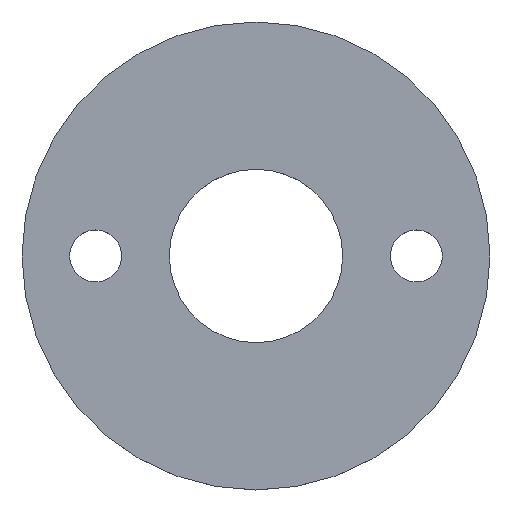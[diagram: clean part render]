
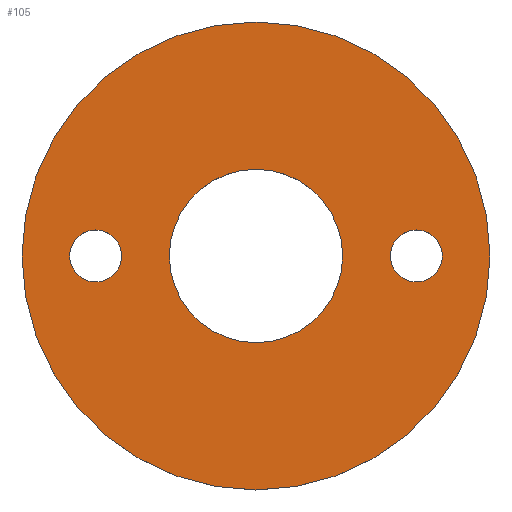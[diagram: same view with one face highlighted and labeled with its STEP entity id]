
A CAD part, top view. The second image highlights one B-rep face of the part: STEP entity #105.
In plain terms, the highlighted planar face has unit normal (0, 0, 1).
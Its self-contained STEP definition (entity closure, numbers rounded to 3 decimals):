
#27=FACE_BOUND('',#40,.T.);
#28=FACE_BOUND('',#41,.T.);
#29=FACE_BOUND('',#42,.T.);
#33=FACE_OUTER_BOUND('',#39,.T.);
#39=EDGE_LOOP('',(#79));
#40=EDGE_LOOP('',(#80));
#41=EDGE_LOOP('',(#81));
#42=EDGE_LOOP('',(#82));
#51=CIRCLE('',#126,13.5);
#52=CIRCLE('',#127,1.5);
#53=CIRCLE('',#128,5.);
#54=CIRCLE('',#129,1.5);
#59=VERTEX_POINT('',#175);
#60=VERTEX_POINT('',#177);
#61=VERTEX_POINT('',#179);
#62=VERTEX_POINT('',#181);
#67=EDGE_CURVE('',#59,#59,#51,.T.);
#68=EDGE_CURVE('',#60,#60,#52,.T.);
#69=EDGE_CURVE('',#61,#61,#53,.T.);
#70=EDGE_CURVE('',#62,#62,#54,.T.);
#79=ORIENTED_EDGE('',*,*,#67,.F.);
#80=ORIENTED_EDGE('',*,*,#68,.F.);
#81=ORIENTED_EDGE('',*,*,#69,.F.);
#82=ORIENTED_EDGE('',*,*,#70,.F.);
#103=PLANE('',#125);
#105=ADVANCED_FACE('',(#33,#27,#28,#29),#103,.F.);
#125=AXIS2_PLACEMENT_3D('',#174,#141,#142);
#126=AXIS2_PLACEMENT_3D('',#176,#143,#144);
#127=AXIS2_PLACEMENT_3D('',#178,#145,#146);
#128=AXIS2_PLACEMENT_3D('',#180,#147,#148);
#129=AXIS2_PLACEMENT_3D('',#182,#149,#150);
#141=DIRECTION('center_axis',(0.,0.,-1.));
#142=DIRECTION('ref_axis',(1.,0.,0.));
#143=DIRECTION('center_axis',(0.,0.,-1.));
#144=DIRECTION('ref_axis',(-1.,0.,0.));
#145=DIRECTION('center_axis',(0.,0.,1.));
#146=DIRECTION('ref_axis',(1.,0.,0.));
#147=DIRECTION('center_axis',(0.,0.,1.));
#148=DIRECTION('ref_axis',(-1.,0.,0.));
#149=DIRECTION('center_axis',(0.,0.,1.));
#150=DIRECTION('ref_axis',(1.,0.,0.));
#174=CARTESIAN_POINT('Origin',(-14.75,0.,15.));
#175=CARTESIAN_POINT('',(-10.5,0.,15.));
#176=CARTESIAN_POINT('Origin',(-24.,0.,15.));
#177=CARTESIAN_POINT('',(-34.75,0.,15.));
#178=CARTESIAN_POINT('Origin',(-33.25,0.,15.));
#179=CARTESIAN_POINT('',(-19.,0.,15.));
#180=CARTESIAN_POINT('Origin',(-24.,0.,15.));
#181=CARTESIAN_POINT('',(-16.25,0.,15.));
#182=CARTESIAN_POINT('Origin',(-14.75,0.,15.));
